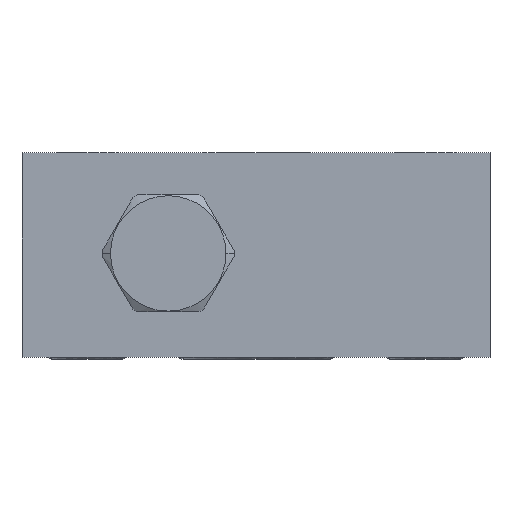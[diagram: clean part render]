
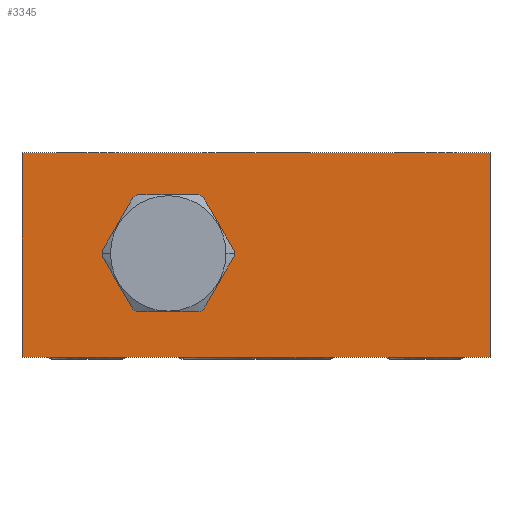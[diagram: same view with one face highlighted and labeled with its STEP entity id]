
A CAD part, left-side view. The second image highlights one B-rep face of the part: STEP entity #3345.
In plain terms, the highlighted planar face has unit normal (-1, 0, 0).
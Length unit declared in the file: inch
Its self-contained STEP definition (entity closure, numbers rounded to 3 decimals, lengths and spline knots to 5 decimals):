
#1=DIRECTION('',(0.,-1.,0.));
#2=VECTOR('',#1,4.5);
#3=CARTESIAN_POINT('',(0.,0.,0.));
#4=LINE('',#3,#2);
#47=DIRECTION('',(0.,0.,1.));
#48=VECTOR('',#47,1.969);
#49=CARTESIAN_POINT('',(0.,0.,0.));
#50=LINE('',#49,#48);
#51=CARTESIAN_POINT('',(0.,-1.406,1.));
#52=DIRECTION('',(1.,0.,0.));
#53=DIRECTION('',(0.,0.,-1.));
#54=AXIS2_PLACEMENT_3D('',#51,#52,#53);
#56=CARTESIAN_POINT('',(0.,-1.406,1.));
#57=DIRECTION('',(1.,0.,0.));
#58=DIRECTION('',(0.,0.,1.));
#59=AXIS2_PLACEMENT_3D('',#56,#57,#58);
#99=DIRECTION('',(0.,0.,1.));
#100=VECTOR('',#99,1.969);
#101=CARTESIAN_POINT('',(0.,-4.5,0.));
#102=LINE('',#101,#100);
#123=DIRECTION('',(0.,-1.,0.));
#124=VECTOR('',#123,4.5);
#125=CARTESIAN_POINT('',(0.,0.,1.969));
#126=LINE('',#125,#124);
#2868=CARTESIAN_POINT('',(0.,0.,0.));
#2869=CARTESIAN_POINT('',(0.,-4.5,0.));
#2870=VERTEX_POINT('',#2868);
#2871=VERTEX_POINT('',#2869);
#2876=CARTESIAN_POINT('',(0.,0.,1.969));
#2877=CARTESIAN_POINT('',(0.,-4.5,1.969));
#2878=VERTEX_POINT('',#2876);
#2879=VERTEX_POINT('',#2877);
#3072=CARTESIAN_POINT('',(0.,-1.406,0.46));
#3073=CARTESIAN_POINT('',(0.,-1.406,1.54));
#3074=VERTEX_POINT('',#3072);
#3075=VERTEX_POINT('',#3073);
#3325=CARTESIAN_POINT('',(0.,0.,0.));
#3326=DIRECTION('',(-1.,0.,0.));
#3327=DIRECTION('',(0.,-1.,0.));
#3328=AXIS2_PLACEMENT_3D('',#3325,#3326,#3327);
#3329=PLANE('',#3328);
#3330=ORIENTED_EDGE('',*,*,#3296,.F.);
#3332=ORIENTED_EDGE('',*,*,#3331,.T.);
#3334=ORIENTED_EDGE('',*,*,#3333,.T.);
#3336=ORIENTED_EDGE('',*,*,#3335,.F.);
#3337=EDGE_LOOP('',(#3330,#3332,#3334,#3336));
#3338=FACE_OUTER_BOUND('',#3337,.F.);
#3340=ORIENTED_EDGE('',*,*,#3339,.F.);
#3342=ORIENTED_EDGE('',*,*,#3341,.F.);
#3343=EDGE_LOOP('',(#3340,#3342));
#3344=FACE_BOUND('',#3343,.F.);
#3345=ADVANCED_FACE('',(#3338,#3344),#3329,.T.);
#55=CIRCLE('',#54,0.54);
#60=CIRCLE('',#59,0.54);
#3296=EDGE_CURVE('',#2870,#2871,#4,.T.);
#3331=EDGE_CURVE('',#2870,#2878,#50,.T.);
#3333=EDGE_CURVE('',#2878,#2879,#126,.T.);
#3335=EDGE_CURVE('',#2871,#2879,#102,.T.);
#3339=EDGE_CURVE('',#3074,#3075,#55,.T.);
#3341=EDGE_CURVE('',#3075,#3074,#60,.T.);
